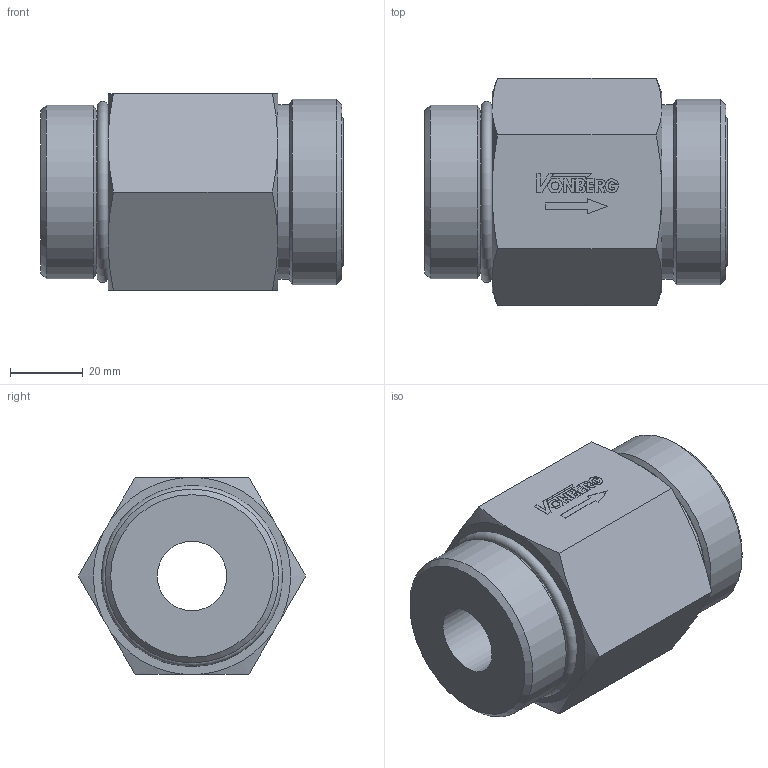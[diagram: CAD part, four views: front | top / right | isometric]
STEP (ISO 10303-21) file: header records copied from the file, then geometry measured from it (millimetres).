
FILE_DESCRIPTION((''),'2;1');
FILE_NAME('28059-824.stp','2015-02-16T16:01:43',('jml'),(''),'Autodesk Inventor 2010','Autodesk Inventor 2010','');
FILE_SCHEMA(('AUTOMOTIVE_DESIGN { 1 0 10303 214 1 1 1 1 }'));
Length unit declared in the file: inch
Products named in the file (4): 28009-824; 220679; 029 O-RING; 924 O-RING
Assembly tree (3 placements, depth 2):
  28009-824
    220679
    029 O-RING
    924 O-RING
Bounding box: 83.01 x 62.33 x 53.98 mm (x, y, z)
Volume: 161139.3 mm3; surface area: 26300 mm2
Topology: 3 solids, 3 shells, 136 faces, 342 edges, 226 vertices
Faces by surface type: plane 96, cylinder 21, cone 16, torus 2, bspline 1
Full cylindrical faces by diameter (mm): 2.088 x1, 36.576 x1, 41.148 x1, 44.653 x1, 47.625 x1, 47.752 x1, 50.8 x1
Entity records: 4212 total; most frequent: CARTESIAN_POINT 762, ORIENTED_EDGE 658, DIRECTION 652, EDGE_CURVE 329, VECTOR 242, LINE 242, VERTEX_POINT 225, AXIS2_PLACEMENT_3D 205
